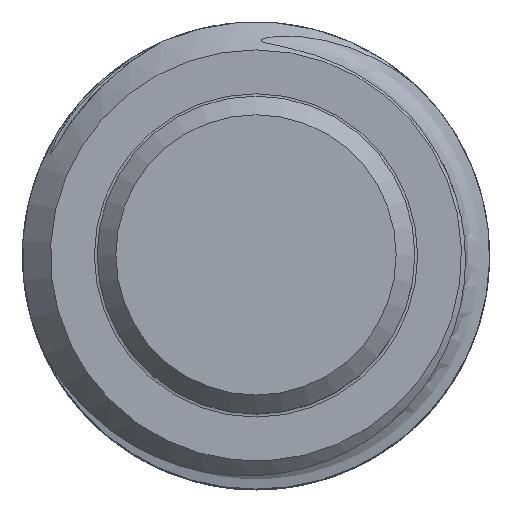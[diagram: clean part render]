
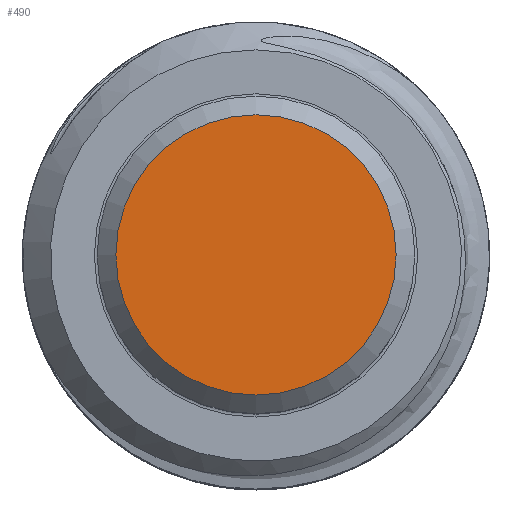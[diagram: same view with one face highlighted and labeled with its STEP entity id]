
A CAD part, top view. The second image highlights one B-rep face of the part: STEP entity #490.
In plain terms, the highlighted planar face has unit normal (0, 0, 1).
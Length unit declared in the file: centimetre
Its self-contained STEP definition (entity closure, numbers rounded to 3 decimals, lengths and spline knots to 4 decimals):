
#90=PLANE('',#522);
#144=VERTEX_POINT('',#12342);
#160=CIRCLE('',#521,0.75);
#225=EDGE_CURVE('',#144,#144,#160,.T.);
#348=ORIENTED_EDGE('',*,*,#225,.F.);
#403=EDGE_LOOP('',(#348));
#451=FACE_BOUND('',#403,.T.);
#490=ADVANCED_FACE('',(#451),#90,.T.);
#521=AXIS2_PLACEMENT_3D('',#12341,#13386,#13387);
#522=AXIS2_PLACEMENT_3D('',#12343,#13388,$);
#12341=CARTESIAN_POINT('',(0.,0.,0.));
#12342=CARTESIAN_POINT('',(0.,0.75,0.));
#12343=CARTESIAN_POINT('',(0.,0.425,0.));
#13386=DIRECTION('',(0.,0.,-1.));
#13387=DIRECTION('',(0.,-0.75,0.));
#13388=DIRECTION('',(0.,0.,1.));
